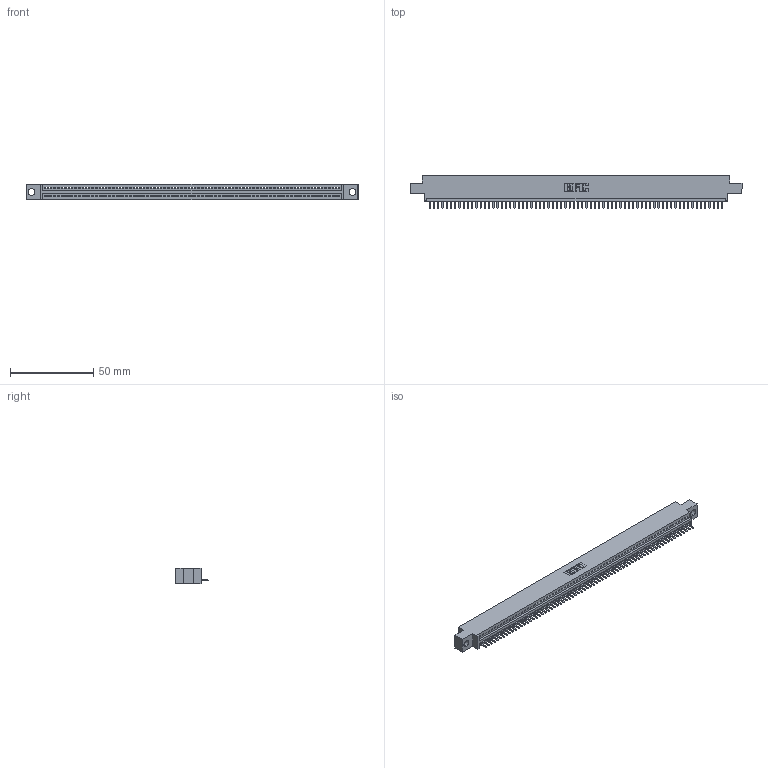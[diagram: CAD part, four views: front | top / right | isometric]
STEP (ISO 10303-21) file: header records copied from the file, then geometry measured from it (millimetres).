
FILE_DESCRIPTION (( 'STEP AP203' ), '1' );
FILE_NAME ('395-070-520-604.STEP', '2019-10-25T23:09:38', ( '' ), ( '' ), 'SwSTEP 2.0', 'SolidWorks 2016', '' );
FILE_SCHEMA (( 'CONFIG_CONTROL_DESIGN' ));
Length unit declared in the file: inch
Products named in the file (3): 345 Part_0.170 Offset - 0.156 Dia-TH; 395-070-520-604; 345-292-001_345-293-120
Assembly tree (71 placements, depth 2):
  395-070-520-604
    345 Part_0.170 Offset - 0.156 Dia-TH
    345-292-001_345-293-120  x70
Bounding box: 199.01 x 19.68 x 9.4 mm (x, y, z)
Volume: 18728.8 mm3; surface area: 24546.1 mm2
Topology: 71 solids, 71 shells, 4470 faces, 13233 edges, 8634 vertices
Faces by surface type: plane 3024, cylinder 1446
Entity records: 49163 total; most frequent: CARTESIAN_POINT 8534, ORIENTED_EDGE 8526, DIRECTION 7399, EDGE_CURVE 4263, VECTOR 3847, LINE 3847, VERTEX_POINT 2838, AXIS2_PLACEMENT_3D 1776
